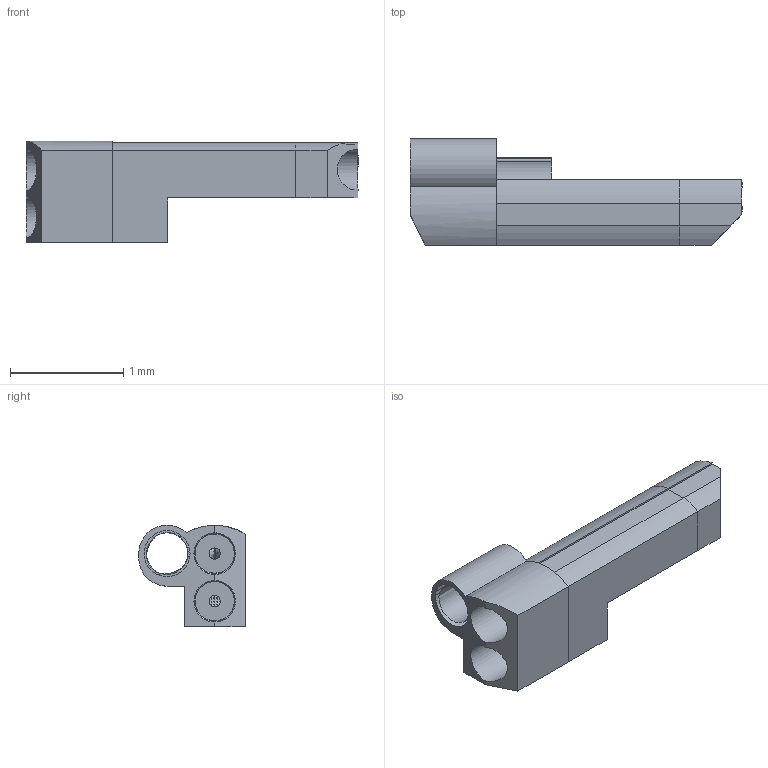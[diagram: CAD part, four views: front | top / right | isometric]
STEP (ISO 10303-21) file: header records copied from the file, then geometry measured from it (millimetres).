
FILE_DESCRIPTION(/* description */ (''),/* implementation_level */ '2;1');
FILE_NAME(/* name */ 'ZK_02-D10000000951003_A001.stp',/* time_stamp */ '2024-02-21T14:20:45+01:00',/* author */ (''),/* organization */ (''),/* preprocessor_version */ 'ST-DEVELOPER v18.1',/* originating_system */ 'SIEMENS PLM Software NX 2000',/* authorisation */ '');
FILE_SCHEMA (('AUTOMOTIVE_DESIGN { 1 0 10303 214 3 1 1 1 }'));
Length unit declared in the file: millimetre
Products named in the file (7): Sweeps_V8_neg-D10000000971703-D10000000971703_A001; Kenics_5elements-D10000000951310-D10000000951310_A001; Outlet-D10000000950963-D10000000950963_A001; Sweep-D10000000950973-D10000000950973_A001; Inlet-D10000000950962-D10000000950962_A001; Filter-D10000000979105-D10000000979105_A001; ZK-D10000000951003-D10000000951003_A001
Assembly tree (6 placements, depth 2):
  ZK-D10000000951003-D10000000951003_A001
    Filter-D10000000979105-D10000000979105_A001
    Inlet-D10000000950962-D10000000950962_A001
    Sweep-D10000000950973-D10000000950973_A001
    Outlet-D10000000950963-D10000000950963_A001
    Kenics_5elements-D10000000951310-D10000000951310_A001
    Sweeps_V8_neg-D10000000971703-D10000000971703_A001
Bounding box: 2.93 x 0.94 x 0.9 mm (x, y, z)
Volume: 0.9 mm3; surface area: 17.8 mm2
Topology: 7 solids, 7 shells, 436 faces, 1256 edges, 822 vertices
Faces by surface type: plane 323, cylinder 64, cone 21, bspline 21, torus 6, extrusion 1
Full cylindrical faces by diameter (mm): 0.1 x3, 0.14 x1, 0.2 x2, 0.232 x2, 0.366 x11
Entity records: 16890 total; most frequent: CARTESIAN_POINT 4948, ORIENTED_EDGE 2364, DIRECTION 2144, EDGE_CURVE 1182, VECTOR 952, LINE 951, VERTEX_POINT 793, AXIS2_PLACEMENT_3D 596
